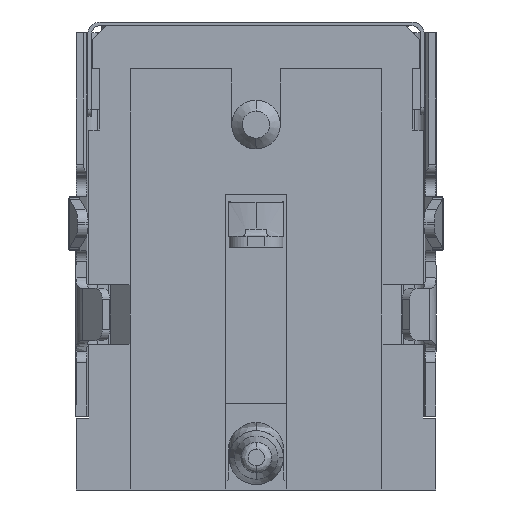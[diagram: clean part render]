
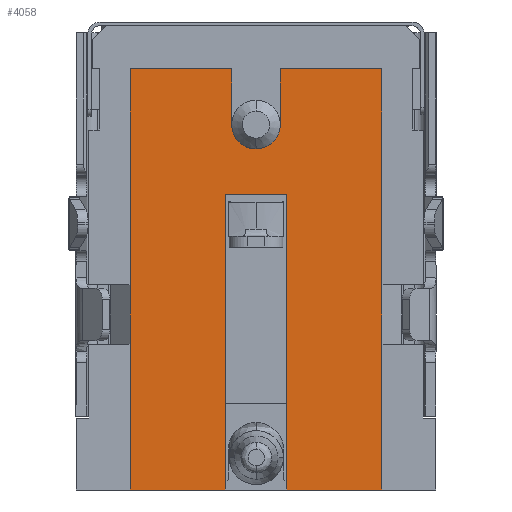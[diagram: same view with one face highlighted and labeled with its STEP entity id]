
A CAD part, front view. The second image highlights one B-rep face of the part: STEP entity #4058.
In plain terms, the highlighted planar face has unit normal (0, -1, 0).
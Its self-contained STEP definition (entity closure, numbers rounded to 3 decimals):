
#4058=ADVANCED_FACE('NONE',(#7047),#7048,.T.);
#7047=FACE_OUTER_BOUND('',#8933,.T.);
#7048=PLANE('',#8934);
#8933=EDGE_LOOP('',(#12253,#12254,#12255,#12256,#12257,#12258,#12259,#12260,#12261,#12262,#12263,#12264,#12265,#12266,#12267,#12268,#12269));
#8934=AXIS2_PLACEMENT_3D('',#12270,#12271,#12272);
#12253=ORIENTED_EDGE('',*,*,#18521,.T.);
#12254=ORIENTED_EDGE('',*,*,#18522,.T.);
#12255=ORIENTED_EDGE('',*,*,#18523,.T.);
#12256=ORIENTED_EDGE('',*,*,#18524,.T.);
#12257=ORIENTED_EDGE('',*,*,#18455,.F.);
#12258=ORIENTED_EDGE('',*,*,#18463,.F.);
#12259=ORIENTED_EDGE('',*,*,#18525,.T.);
#12260=ORIENTED_EDGE('',*,*,#18466,.F.);
#12261=ORIENTED_EDGE('',*,*,#18474,.F.);
#12262=ORIENTED_EDGE('',*,*,#18526,.T.);
#12263=ORIENTED_EDGE('',*,*,#18527,.T.);
#12264=ORIENTED_EDGE('',*,*,#18528,.T.);
#12265=ORIENTED_EDGE('',*,*,#18529,.T.);
#12266=ORIENTED_EDGE('',*,*,#18530,.T.);
#12267=ORIENTED_EDGE('',*,*,#18275,.F.);
#12268=ORIENTED_EDGE('',*,*,#18531,.F.);
#12269=ORIENTED_EDGE('',*,*,#18532,.T.);
#12270=CARTESIAN_POINT('',(0.,1.,-2.85));
#12271=DIRECTION('',(0.,-1.0,0.));
#12272=DIRECTION('',(1.0,0.,0.));
#18275=EDGE_CURVE('NONE',#19956,#19958,#19959,.T.);
#18455=EDGE_CURVE('NONE',#20259,#20261,#20262,.T.);
#18463=EDGE_CURVE('NONE',#20274,#20259,#20276,.T.);
#18466=EDGE_CURVE('NONE',#20279,#20281,#20282,.T.);
#18474=EDGE_CURVE('NONE',#20294,#20279,#20296,.T.);
#18521=EDGE_CURVE('NONE',#20374,#20375,#20376,.T.);
#18522=EDGE_CURVE('NONE',#20375,#20377,#20378,.T.);
#18523=EDGE_CURVE('NONE',#20377,#20379,#20380,.T.);
#18524=EDGE_CURVE('NONE',#20379,#20261,#20381,.T.);
#18525=EDGE_CURVE('NONE',#20274,#20281,#20382,.T.);
#18526=EDGE_CURVE('NONE',#20294,#20383,#20384,.T.);
#18527=EDGE_CURVE('NONE',#20383,#20385,#20386,.T.);
#18528=EDGE_CURVE('NONE',#20385,#20387,#20388,.T.);
#18529=EDGE_CURVE('NONE',#20387,#20389,#20390,.T.);
#18530=EDGE_CURVE('NONE',#20389,#19958,#20391,.T.);
#18531=EDGE_CURVE('NONE',#20392,#19956,#20393,.T.);
#18532=EDGE_CURVE('NONE',#20392,#20374,#20394,.T.);
#19956=VERTEX_POINT('NONE',#21492);
#19958=VERTEX_POINT('NONE',#21495);
#19959=CIRCLE('',#21496,0.675);
#20259=VERTEX_POINT('NONE',#21984);
#20261=VERTEX_POINT('NONE',#21987);
#20262=LINE('',#21988,#21989);
#20274=VERTEX_POINT('NONE',#22007);
#20276=LINE('',#22010,#22011);
#20279=VERTEX_POINT('NONE',#22015);
#20281=VERTEX_POINT('NONE',#22018);
#20282=LINE('',#22019,#22020);
#20294=VERTEX_POINT('NONE',#22038);
#20296=LINE('',#22041,#22042);
#20374=VERTEX_POINT('NONE',#22166);
#20375=VERTEX_POINT('NONE',#22167);
#20376=LINE('',#22168,#22169);
#20377=VERTEX_POINT('NONE',#22170);
#20378=LINE('',#22171,#22172);
#20379=VERTEX_POINT('NONE',#22173);
#20380=LINE('',#22174,#22175);
#20381=LINE('',#22176,#22177);
#20382=LINE('',#22178,#22179);
#20383=VERTEX_POINT('NONE',#22180);
#20384=LINE('',#22181,#22182);
#20385=VERTEX_POINT('NONE',#22183);
#20386=LINE('',#22184,#22185);
#20387=VERTEX_POINT('NONE',#22186);
#20388=LINE('',#22187,#22188);
#20389=VERTEX_POINT('NONE',#22189);
#20390=LINE('',#22190,#22191);
#20391=LINE('',#22192,#22193);
#20392=VERTEX_POINT('NONE',#22194);
#20393=B_SPLINE_CURVE_WITH_KNOTS('',3,(#22195,#22196,#22197,#22198,#22199,#22200),.UNSPECIFIED.,.F.,.F.,(4,2,4),(0.0,0.5,1.0),.UNSPECIFIED.);
#20394=LINE('',#22201,#22202);
#21492=CARTESIAN_POINT('',(0.,1.,-3.525));
#21495=CARTESIAN_POINT('',(0.675,1.,-2.85));
#21496=AXIS2_PLACEMENT_3D('',#23935,#23936,#23937);
#21984=CARTESIAN_POINT('',(-0.85,1.,-13.0));
#21987=CARTESIAN_POINT('',(-3.5,1.0,-13.0));
#21988=CARTESIAN_POINT('',(-5.0,1.0,-13.0));
#21989=VECTOR('',#24140,1000.0);
#22007=CARTESIAN_POINT('',(-0.85,1.,-4.8));
#22010=CARTESIAN_POINT('',(-0.85,1.,-5.8));
#22011=VECTOR('',#24148,1000.0);
#22015=CARTESIAN_POINT('',(0.85,1.,-13.0));
#22018=CARTESIAN_POINT('',(0.85,1.,-4.8));
#22019=CARTESIAN_POINT('',(0.85,1.,-5.8));
#22020=VECTOR('',#24151,1000.0);
#22038=CARTESIAN_POINT('',(3.5,1.,-13.0));
#22041=CARTESIAN_POINT('',(-5.0,1.0,-13.0));
#22042=VECTOR('',#24159,1000.0);
#22166=CARTESIAN_POINT('',(-0.675,1.,-1.3));
#22167=CARTESIAN_POINT('',(-3.5,1.0,-1.3));
#22168=CARTESIAN_POINT('',(0.,1.,-1.3));
#22169=VECTOR('',#24206,1000.0);
#22170=CARTESIAN_POINT('',(-3.5,1.0,-7.3));
#22171=CARTESIAN_POINT('',(-3.5,1.0,-2.85));
#22172=VECTOR('',#24207,1000.0);
#22173=CARTESIAN_POINT('',(-3.5,1.0,-8.95));
#22174=CARTESIAN_POINT('',(-3.5,1.0,-2.85));
#22175=VECTOR('',#24208,1000.0);
#22176=CARTESIAN_POINT('',(-3.5,1.0,-2.85));
#22177=VECTOR('',#24209,1000.0);
#22178=CARTESIAN_POINT('',(0.,1.,-4.8));
#22179=VECTOR('',#24210,1000.0);
#22180=CARTESIAN_POINT('',(3.5,1.,-8.95));
#22181=CARTESIAN_POINT('',(3.5,1.,-2.85));
#22182=VECTOR('',#24211,1000.0);
#22183=CARTESIAN_POINT('',(3.5,1.,-7.3));
#22184=CARTESIAN_POINT('',(3.5,1.,-2.85));
#22185=VECTOR('',#24212,1000.0);
#22186=CARTESIAN_POINT('',(3.5,1.,-1.3));
#22187=CARTESIAN_POINT('',(3.5,1.,-2.85));
#22188=VECTOR('',#24213,1000.0);
#22189=CARTESIAN_POINT('',(0.675,1.,-1.3));
#22190=CARTESIAN_POINT('',(0.,1.,-1.3));
#22191=VECTOR('',#24214,1000.0);
#22192=CARTESIAN_POINT('',(0.675,1.,-2.85));
#22193=VECTOR('',#24215,1000.0);
#22194=CARTESIAN_POINT('',(-0.675,1.,-2.85));
#22195=CARTESIAN_POINT('',(-0.675,1.,-2.85));
#22196=CARTESIAN_POINT('',(-0.675,1.0,-3.027));
#22197=CARTESIAN_POINT('',(-0.602,1.,-3.202));
#22198=CARTESIAN_POINT('',(-0.352,1.0,-3.452));
#22199=CARTESIAN_POINT('',(-0.177,1.,-3.525));
#22200=CARTESIAN_POINT('',(0.,1.,-3.525));
#22201=CARTESIAN_POINT('',(-0.675,1.,-2.85));
#22202=VECTOR('',#24216,1000.0);
#23935=CARTESIAN_POINT('',(0.,1.,-2.85));
#23936=DIRECTION('',(0.,-1.0,0.));
#23937=DIRECTION('',(0.,0.,-1.0));
#24140=DIRECTION('',(-1.0,0.,0.));
#24148=DIRECTION('',(0.,0.,-1.0));
#24151=DIRECTION('',(0.,0.,1.0));
#24159=DIRECTION('',(-1.0,0.,0.));
#24206=DIRECTION('',(-1.0,0.,0.));
#24207=DIRECTION('',(0.,0.,-1.0));
#24208=DIRECTION('',(0.,0.,-1.0));
#24209=DIRECTION('',(0.,0.,-1.0));
#24210=DIRECTION('',(1.0,0.,0.));
#24211=DIRECTION('',(0.,0.,1.0));
#24212=DIRECTION('',(0.,0.,1.0));
#24213=DIRECTION('',(0.,0.,1.0));
#24214=DIRECTION('',(-1.0,0.,0.));
#24215=DIRECTION('',(0.,0.,-1.0));
#24216=DIRECTION('',(0.,0.,1.0));
